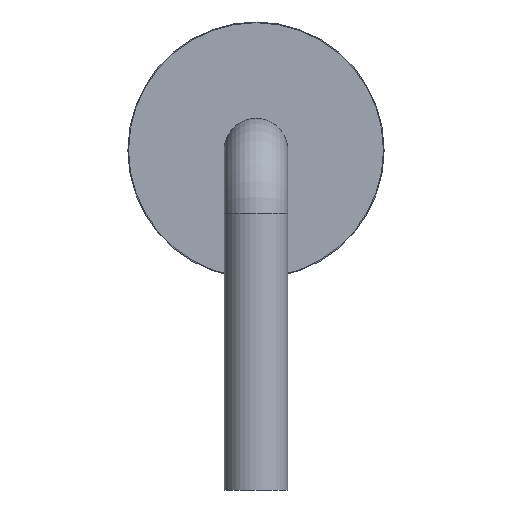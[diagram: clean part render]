
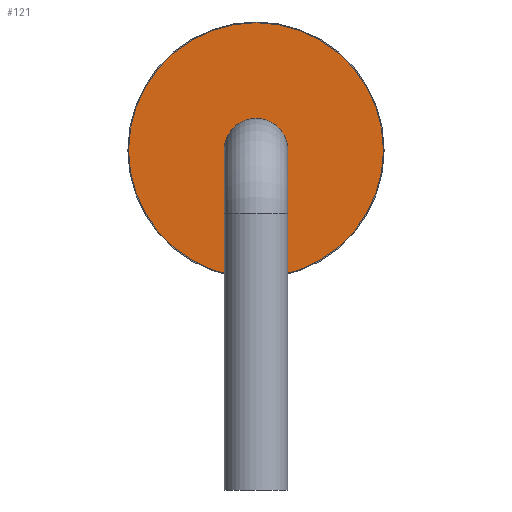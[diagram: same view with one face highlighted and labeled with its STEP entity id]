
A CAD part, left-side view. The second image highlights one B-rep face of the part: STEP entity #121.
In plain terms, the highlighted planar face has unit normal (-1, 0, 0).
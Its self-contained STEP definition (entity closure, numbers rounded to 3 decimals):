
#102 = VERTEX_POINT('',#103);
#103 = CARTESIAN_POINT('',(2.04,0.,1.48));
#109 = EDGE_CURVE('',#102,#102,#110,.T.);
#110 = CIRCLE('',#111,0.36);
#111 = AXIS2_PLACEMENT_3D('',#112,#113,#114);
#112 = CARTESIAN_POINT('',(2.04,0.,1.84));
#113 = DIRECTION('',(1.,0.,0.));
#114 = DIRECTION('',(0.,0.,-1.));
#121 = ADVANCED_FACE('',(#122,#133),#136,.F.);
#122 = FACE_BOUND('',#123,.T.);
#123 = EDGE_LOOP('',(#124));
#124 = ORIENTED_EDGE('',*,*,#125,.F.);
#125 = EDGE_CURVE('',#126,#126,#128,.T.);
#126 = VERTEX_POINT('',#127);
#127 = CARTESIAN_POINT('',(2.04,0.,3.28));
#128 = CIRCLE('',#129,1.44);
#129 = AXIS2_PLACEMENT_3D('',#130,#131,#132);
#130 = CARTESIAN_POINT('',(2.04,0.,1.84));
#131 = DIRECTION('',(1.,0.,-0.));
#132 = DIRECTION('',(0.,0.,1.));
#133 = FACE_BOUND('',#134,.T.);
#134 = EDGE_LOOP('',(#135));
#135 = ORIENTED_EDGE('',*,*,#109,.T.);
#136 = PLANE('',#137);
#137 = AXIS2_PLACEMENT_3D('',#138,#139,#140);
#138 = CARTESIAN_POINT('',(2.04,0.,1.84));
#139 = DIRECTION('',(1.,0.,0.));
#140 = DIRECTION('',(0.,0.,1.));
